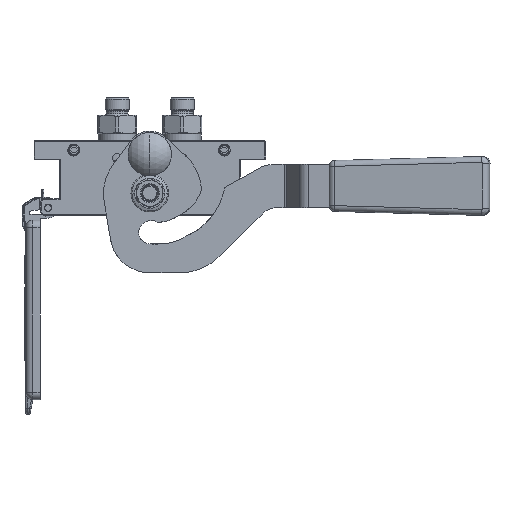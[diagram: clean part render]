
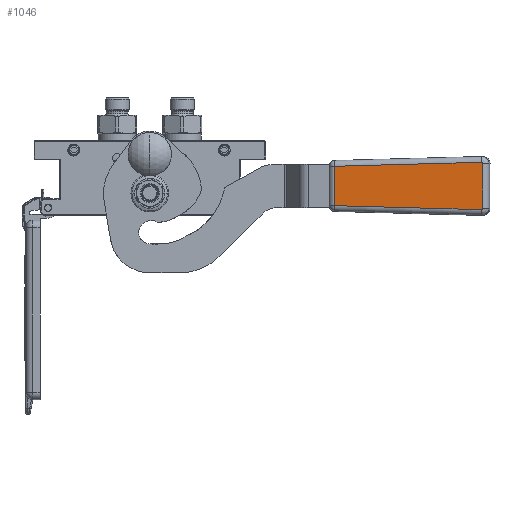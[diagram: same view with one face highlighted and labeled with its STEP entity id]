
A CAD part, front view. The second image highlights one B-rep face of the part: STEP entity #1046.
In plain terms, the highlighted face is planar.
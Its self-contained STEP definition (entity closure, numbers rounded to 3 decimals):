
#1046 = ADVANCED_FACE ( 'NONE', ( #83605 ), #95066, .F. ) ;
#2532 = VECTOR ( 'NONE', #81228, 1000. ) ;
#4984 = VERTEX_POINT ( 'NONE', #11961 ) ;
#5748 = CARTESIAN_POINT ( 'NONE',  ( 16.363, 0.069, -5.081 ) ) ;
#6782 = LINE ( 'NONE', #79889, #89455 ) ;
#7678 = CARTESIAN_POINT ( 'NONE',  ( 13.607, 1.447, -107.054 ) ) ;
#7999 = DIRECTION ( 'NONE',  ( -1., 0., 0. ) ) ;
#10278 = CARTESIAN_POINT ( 'NONE',  ( -15.363, 0.055, -4.054 ) ) ;
#11961 = CARTESIAN_POINT ( 'NONE',  ( -13.607, 1.447, -107.054 ) ) ;
#19395 = ORIENTED_EDGE ( 'NONE', *, *, #79410, .F. ) ;
#19625 = CARTESIAN_POINT ( 'NONE',  ( -16.209, 0.061, -4.509 ) ) ;
#19891 = LINE ( 'NONE', #58082, #2532 ) ;
#19911 = CARTESIAN_POINT ( 'NONE',  ( 16.363, 0.069, -5.081 ) ) ;
#19984 = CARTESIAN_POINT ( 'NONE',  ( 16.209, 0.061, -4.509 ) ) ;
#21598 = VECTOR ( 'NONE', #33313, 1000. ) ;
#26274 = LINE ( 'NONE', #7678, #85773 ) ;
#26794 = CARTESIAN_POINT ( 'NONE',  ( -16.363, 0.069, -5.081 ) ) ;
#26835 = CARTESIAN_POINT ( 'NONE',  ( 15.43, 0.055, -4.054 ) ) ;
#27127 = CARTESIAN_POINT ( 'NONE',  ( -16.084, 0.059, -4.352 ) ) ;
#30408 = ORIENTED_EDGE ( 'NONE', *, *, #33001, .F. ) ;
#33001 = EDGE_CURVE ( 'NONE', #69384, #48962, #83473, .T. ) ;
#33313 = DIRECTION ( 'NONE',  ( 1., 0., 0. ) ) ;
#34630 = CARTESIAN_POINT ( 'NONE',  ( 15.562, 0.055, -4.067 ) ) ;
#35223 = CARTESIAN_POINT ( 'NONE',  ( -16.301, 0.063, -4.688 ) ) ;
#35687 = CARTESIAN_POINT ( 'NONE',  ( 50., 1.5, -111. ) ) ;
#36267 = ORIENTED_EDGE ( 'NONE', *, *, #73939, .F. ) ;
#38042 = B_SPLINE_CURVE_WITH_KNOTS ( 'NONE', 3,
 ( #26794, #87110, #78923, #35223, #19625, #27127, #79255, #42072, #72049, #94271, #49559 ),
 .UNSPECIFIED., .F., .F.,
 ( 4, 1, 1, 1, 1, 1, 1, 1, 4 ),
 ( 0., 0.125, 0.25, 0.375, 0.5, 0.625, 0.75, 0.875, 1. ),
 .UNSPECIFIED. ) ;
#41789 = CARTESIAN_POINT ( 'NONE',  ( 16.301, 0.063, -4.688 ) ) ;
#42072 = CARTESIAN_POINT ( 'NONE',  ( -15.754, 0.056, -4.127 ) ) ;
#43165 = DIRECTION ( 'NONE',  ( 0., 1., 0.014 ) ) ;
#43290 = AXIS2_PLACEMENT_3D ( 'NONE', #35687, #43165, #96621 ) ;
#47526 = ORIENTED_EDGE ( 'NONE', *, *, #87249, .F. ) ;
#48962 = VERTEX_POINT ( 'NONE', #19911 ) ;
#49282 = CARTESIAN_POINT ( 'NONE',  ( 15.754, 0.056, -4.127 ) ) ;
#49559 = CARTESIAN_POINT ( 'NONE',  ( -15.363, 0.055, -4.054 ) ) ;
#49582 = EDGE_LOOP ( 'NONE', ( #47526, #88059, #30408, #69943, #36267, #19395 ) ) ;
#58082 = CARTESIAN_POINT ( 'NONE',  ( -13.607, 1.447, -107.054 ) ) ;
#61061 = CARTESIAN_POINT ( 'NONE',  ( -15.363, 0.055, -4.054 ) ) ;
#62813 = CARTESIAN_POINT ( 'NONE',  ( 15.363, 0.055, -4.054 ) ) ;
#63988 = CARTESIAN_POINT ( 'NONE',  ( 16.364, 0.068, -5.014 ) ) ;
#64573 = DIRECTION ( 'NONE',  ( -0.027, 0.014, -1. ) ) ;
#65267 = CARTESIAN_POINT ( 'NONE',  ( 16.355, 0.066, -4.882 ) ) ;
#68195 = CARTESIAN_POINT ( 'NONE',  ( 13.607, 1.447, -107.054 ) ) ;
#69384 = VERTEX_POINT ( 'NONE', #62813 ) ;
#69943 = ORIENTED_EDGE ( 'NONE', *, *, #87393, .F. ) ;
#72049 = CARTESIAN_POINT ( 'NONE',  ( -15.562, 0.055, -4.067 ) ) ;
#72419 = CARTESIAN_POINT ( 'NONE',  ( 15.931, 0.057, -4.223 ) ) ;
#73939 = EDGE_CURVE ( 'NONE', #87759, #76292, #38042, .T. ) ;
#76292 = VERTEX_POINT ( 'NONE', #61061 ) ;
#77848 = CARTESIAN_POINT ( 'NONE',  ( -16.363, 0.069, -5.081 ) ) ;
#78923 = CARTESIAN_POINT ( 'NONE',  ( -16.355, 0.066, -4.882 ) ) ;
#79255 = CARTESIAN_POINT ( 'NONE',  ( -15.931, 0.057, -4.223 ) ) ;
#79292 = CARTESIAN_POINT ( 'NONE',  ( 16.084, 0.059, -4.352 ) ) ;
#79410 = EDGE_CURVE ( 'NONE', #4984, #87759, #19891, .T. ) ;
#79889 = CARTESIAN_POINT ( 'NONE',  ( 16.363, 0.069, -5.081 ) ) ;
#81228 = DIRECTION ( 'NONE',  ( -0.027, -0.014, 1. ) ) ;
#83443 = LINE ( 'NONE', #10278, #21598 ) ;
#83473 = B_SPLINE_CURVE_WITH_KNOTS ( 'NONE', 3,
 ( #95291, #26835, #34630, #49282, #72419, #79292, #19984, #41789, #65267, #63988, #5748 ),
 .UNSPECIFIED., .F., .F.,
 ( 4, 1, 1, 1, 1, 1, 1, 1, 4 ),
 ( 0., 0.125, 0.25, 0.375, 0.5, 0.625, 0.75, 0.875, 1. ),
 .UNSPECIFIED. ) ;
#83605 = FACE_OUTER_BOUND ( 'NONE', #49582, .T. ) ;
#85773 = VECTOR ( 'NONE', #7999, 1000. ) ;
#87110 = CARTESIAN_POINT ( 'NONE',  ( -16.364, 0.068, -5.014 ) ) ;
#87249 = EDGE_CURVE ( 'NONE', #88498, #4984, #26274, .T. ) ;
#87393 = EDGE_CURVE ( 'NONE', #76292, #69384, #83443, .T. ) ;
#87759 = VERTEX_POINT ( 'NONE', #77848 ) ;
#88059 = ORIENTED_EDGE ( 'NONE', *, *, #93562, .F. ) ;
#88498 = VERTEX_POINT ( 'NONE', #68195 ) ;
#89455 = VECTOR ( 'NONE', #64573, 1000. ) ;
#93562 = EDGE_CURVE ( 'NONE', #48962, #88498, #6782, .T. ) ;
#94271 = CARTESIAN_POINT ( 'NONE',  ( -15.43, 0.055, -4.054 ) ) ;
#95066 = PLANE ( 'NONE',  #43290 ) ;
#95291 = CARTESIAN_POINT ( 'NONE',  ( 15.363, 0.055, -4.054 ) ) ;
#96621 = DIRECTION ( 'NONE',  ( 0., -0.014, 1. ) ) ;
